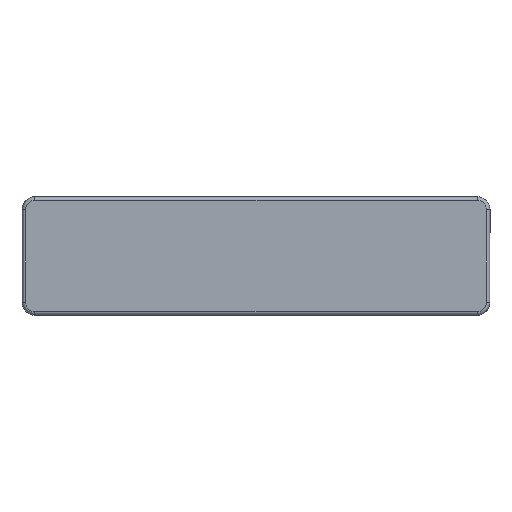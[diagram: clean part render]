
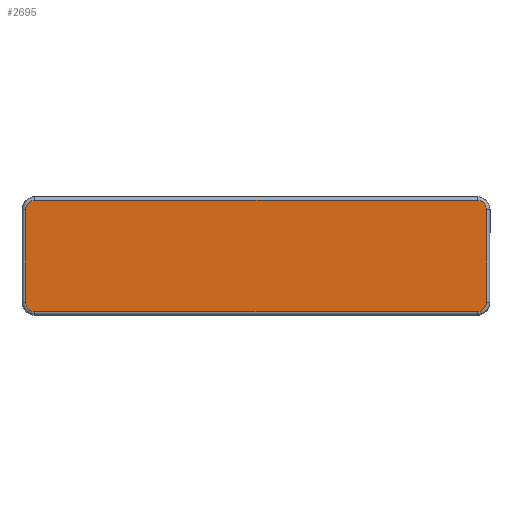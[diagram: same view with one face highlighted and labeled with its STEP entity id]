
A CAD part, top view. The second image highlights one B-rep face of the part: STEP entity #2695.
In plain terms, the highlighted face is planar.
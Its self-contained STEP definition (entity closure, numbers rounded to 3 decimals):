
#42 = VECTOR ( 'NONE', #2272, 1000. ) ;
#152 = EDGE_CURVE ( 'NONE', #181, #1345, #1413, .T. ) ;
#174 = CARTESIAN_POINT ( 'NONE',  ( 36.935, 7.436, 0. ) ) ;
#181 = VERTEX_POINT ( 'NONE', #1298 ) ;
#221 = PLANE ( 'NONE',  #2550 ) ;
#306 = VECTOR ( 'NONE', #1592, 1000. ) ;
#320 = CARTESIAN_POINT ( 'NONE',  ( 36.935, -8.314, 0. ) ) ;
#354 = DIRECTION ( 'NONE',  ( 0., 1., 0. ) ) ;
#361 = CARTESIAN_POINT ( 'NONE',  ( 35.436, -8.935, 0. ) ) ;
#381 = LINE ( 'NONE', #653, #306 ) ;
#421 =( BOUNDED_CURVE ( )  B_SPLINE_CURVE ( 3, ( #1608, #1369, #3049, #174 ),
 .UNSPECIFIED., .F., .F. ) 
 B_SPLINE_CURVE_WITH_KNOTS ( ( 4, 4 ),
 ( 2.356, 3.927 ),
 .UNSPECIFIED. ) 
 CURVE ( )  GEOMETRIC_REPRESENTATION_ITEM ( )  RATIONAL_B_SPLINE_CURVE ( ( 1., 0.805, 0.805, 1. ) ) 
 REPRESENTATION_ITEM ( '' )  );
#450 = CARTESIAN_POINT ( 'NONE',  ( -35.436, 8.935, 0. ) ) ;
#466 = DIRECTION ( 'NONE',  ( 1., 0., 0. ) ) ;
#497 = VERTEX_POINT ( 'NONE', #361 ) ;
#518 = CARTESIAN_POINT ( 'NONE',  ( -36.935, 8.314, 0. ) ) ;
#623 = EDGE_CURVE ( 'NONE', #2827, #2578, #421, .T. ) ;
#648 = CARTESIAN_POINT ( 'NONE',  ( -36.935, -9.5, 0. ) ) ;
#653 = CARTESIAN_POINT ( 'NONE',  ( -37.5, -8.935, 0. ) ) ;
#658 =( BOUNDED_CURVE ( )  B_SPLINE_CURVE ( 3, ( #2232, #320, #1281, #2959 ),
 .UNSPECIFIED., .F., .F. ) 
 B_SPLINE_CURVE_WITH_KNOTS ( ( 4, 4 ),
 ( 2.356, 3.927 ),
 .UNSPECIFIED. ) 
 CURVE ( )  GEOMETRIC_REPRESENTATION_ITEM ( )  RATIONAL_B_SPLINE_CURVE ( ( 1., 0.805, 0.805, 1. ) ) 
 REPRESENTATION_ITEM ( '' )  );
#692 = CARTESIAN_POINT ( 'NONE',  ( -37.5, -9.5, 0. ) ) ;
#772 = EDGE_CURVE ( 'NONE', #1295, #2827, #2627, .T. ) ;
#801 = CARTESIAN_POINT ( 'NONE',  ( -36.935, -8.314, 0. ) ) ;
#850 = CARTESIAN_POINT ( 'NONE',  ( 36.935, -9.5, 0. ) ) ;
#917 = CARTESIAN_POINT ( 'NONE',  ( -36.935, 7.436, 0. ) ) ;
#990 = ORIENTED_EDGE ( 'NONE', *, *, #772, .T. ) ;
#993 = ORIENTED_EDGE ( 'NONE', *, *, #2240, .T. ) ;
#1000 = CARTESIAN_POINT ( 'NONE',  ( -36.314, 8.935, 0. ) ) ;
#1155 = CARTESIAN_POINT ( 'NONE',  ( 36.935, 7.436, 0. ) ) ;
#1178 = CARTESIAN_POINT ( 'NONE',  ( 35.436, 8.935, 0. ) ) ;
#1202 = EDGE_CURVE ( 'NONE', #1917, #497, #658, .T. ) ;
#1205 = FACE_OUTER_BOUND ( 'NONE', #2037, .T. ) ;
#1264 = CARTESIAN_POINT ( 'NONE',  ( -35.436, -8.935, 0. ) ) ;
#1278 = ORIENTED_EDGE ( 'NONE', *, *, #623, .T. ) ;
#1281 = CARTESIAN_POINT ( 'NONE',  ( 36.314, -8.935, 0. ) ) ;
#1295 = VERTEX_POINT ( 'NONE', #450 ) ;
#1298 = CARTESIAN_POINT ( 'NONE',  ( -36.935, -7.436, 0. ) ) ;
#1345 = VERTEX_POINT ( 'NONE', #917 ) ;
#1369 = CARTESIAN_POINT ( 'NONE',  ( 36.314, 8.935, 0. ) ) ;
#1413 = LINE ( 'NONE', #648, #2133 ) ;
#1441 =( BOUNDED_CURVE ( )  B_SPLINE_CURVE ( 3, ( #1264, #2693, #801, #2465 ),
 .UNSPECIFIED., .F., .F. ) 
 B_SPLINE_CURVE_WITH_KNOTS ( ( 4, 4 ),
 ( 2.356, 3.927 ),
 .UNSPECIFIED. ) 
 CURVE ( )  GEOMETRIC_REPRESENTATION_ITEM ( )  RATIONAL_B_SPLINE_CURVE ( ( 1., 0.805, 0.805, 1. ) ) 
 REPRESENTATION_ITEM ( '' )  );
#1592 = DIRECTION ( 'NONE',  ( -1., 0., 0. ) ) ;
#1608 = CARTESIAN_POINT ( 'NONE',  ( 35.436, 8.935, 0. ) ) ;
#1648 = ORIENTED_EDGE ( 'NONE', *, *, #152, .T. ) ;
#1662 = EDGE_CURVE ( 'NONE', #2715, #181, #1441, .T. ) ;
#1663 = CARTESIAN_POINT ( 'NONE',  ( -35.436, -8.935, 0. ) ) ;
#1670 =( BOUNDED_CURVE ( )  B_SPLINE_CURVE ( 3, ( #2190, #518, #1000, #2671 ),
 .UNSPECIFIED., .F., .T. ) 
 B_SPLINE_CURVE_WITH_KNOTS ( ( 4, 4 ),
 ( 2.356, 3.927 ),
 .UNSPECIFIED. ) 
 CURVE ( )  GEOMETRIC_REPRESENTATION_ITEM ( )  RATIONAL_B_SPLINE_CURVE ( ( 1., 0.805, 0.805, 1. ) ) 
 REPRESENTATION_ITEM ( '' )  );
#1895 = DIRECTION ( 'NONE',  ( 0., 0., 1. ) ) ;
#1917 = VERTEX_POINT ( 'NONE', #2552 ) ;
#1949 = LINE ( 'NONE', #850, #42 ) ;
#1976 = ORIENTED_EDGE ( 'NONE', *, *, #1202, .T. ) ;
#1988 = VECTOR ( 'NONE', #2580, 1000. ) ;
#2037 = EDGE_LOOP ( 'NONE', ( #990, #1278, #2425, #1976, #2730, #2277, #1648, #993 ) ) ;
#2133 = VECTOR ( 'NONE', #354, 1000. ) ;
#2190 = CARTESIAN_POINT ( 'NONE',  ( -36.935, 7.436, 0. ) ) ;
#2232 = CARTESIAN_POINT ( 'NONE',  ( 36.935, -7.436, 0. ) ) ;
#2240 = EDGE_CURVE ( 'NONE', #1345, #1295, #1670, .T. ) ;
#2272 = DIRECTION ( 'NONE',  ( 0., -1., 0. ) ) ;
#2277 = ORIENTED_EDGE ( 'NONE', *, *, #1662, .T. ) ;
#2383 = EDGE_CURVE ( 'NONE', #2578, #1917, #1949, .T. ) ;
#2425 = ORIENTED_EDGE ( 'NONE', *, *, #2383, .T. ) ;
#2465 = CARTESIAN_POINT ( 'NONE',  ( -36.935, -7.436, 0. ) ) ;
#2531 = EDGE_CURVE ( 'NONE', #497, #2715, #381, .T. ) ;
#2550 = AXIS2_PLACEMENT_3D ( 'NONE', #692, #1895, #466 ) ;
#2552 = CARTESIAN_POINT ( 'NONE',  ( 36.935, -7.436, 0. ) ) ;
#2578 = VERTEX_POINT ( 'NONE', #1155 ) ;
#2580 = DIRECTION ( 'NONE',  ( 1., 0., 0. ) ) ;
#2627 = LINE ( 'NONE', #3060, #1988 ) ;
#2671 = CARTESIAN_POINT ( 'NONE',  ( -35.436, 8.935, 0. ) ) ;
#2693 = CARTESIAN_POINT ( 'NONE',  ( -36.314, -8.935, 0. ) ) ;
#2695 = ADVANCED_FACE ( 'NONE', ( #1205 ), #221, .F. ) ;
#2715 = VERTEX_POINT ( 'NONE', #1663 ) ;
#2730 = ORIENTED_EDGE ( 'NONE', *, *, #2531, .T. ) ;
#2827 = VERTEX_POINT ( 'NONE', #1178 ) ;
#2959 = CARTESIAN_POINT ( 'NONE',  ( 35.436, -8.935, 0. ) ) ;
#3049 = CARTESIAN_POINT ( 'NONE',  ( 36.935, 8.314, 0. ) ) ;
#3060 = CARTESIAN_POINT ( 'NONE',  ( -37.5, 8.935, 0. ) ) ;
